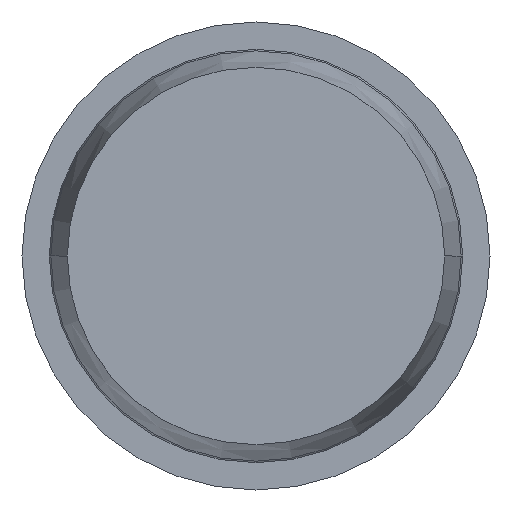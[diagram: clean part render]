
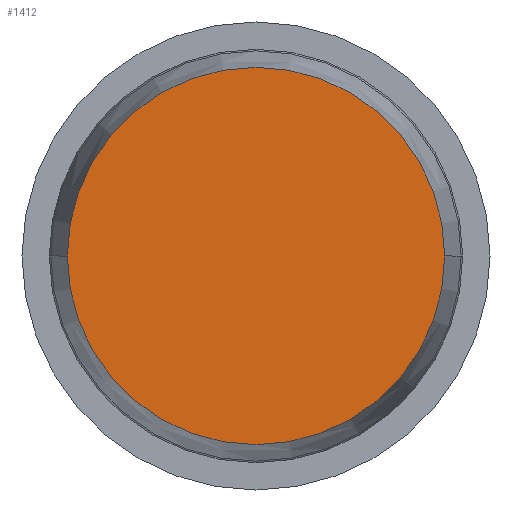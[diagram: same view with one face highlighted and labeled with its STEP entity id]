
A CAD part, front view. The second image highlights one B-rep face of the part: STEP entity #1412.
In plain terms, the highlighted planar face has unit normal (0, -1, 0).
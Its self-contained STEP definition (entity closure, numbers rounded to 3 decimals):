
#34 = EDGE_LOOP ( 'NONE', ( #2004, #2835 ) ) ;
#67 = DIRECTION ( 'NONE',  ( 1., 0., 0. ) ) ;
#232 = DIRECTION ( 'NONE',  ( 0., -1., 0. ) ) ;
#254 = CARTESIAN_POINT ( 'NONE',  ( 0., -19., 0. ) ) ;
#312 = PLANE ( 'NONE',  #3041 ) ;
#324 = VERTEX_POINT ( 'NONE', #3601 ) ;
#1090 = EDGE_CURVE ( 'Defeature ausgef�hrt1_0+Defeature ausgef�hrt1_10+Defeature ausgef�hrt1_10+Defeature ausgef�hrt1_10', #324, #3531, #3179, .T. ) ;
#1200 = EDGE_CURVE ( 'Defeature ausgef�hrt1_0+Defeature ausgef�hrt1_10+Defeature ausgef�hrt1_10+Defeature ausgef�hrt1_10', #3531, #324, #1857, .T. ) ;
#1253 = DIRECTION ( 'NONE',  ( 1., 0., 0. ) ) ;
#1334 = AXIS2_PLACEMENT_3D ( 'NONE', #3839, #1921, #67 ) ;
#1412 = ADVANCED_FACE ( 'Defeature ausgef�hrt1_0', ( #3128 ), #312, .T. ) ;
#1513 = DIRECTION ( 'NONE',  ( 1., 0., 0. ) ) ;
#1857 = CIRCLE ( 'NONE', #1334, 1.209 ) ;
#1894 = CARTESIAN_POINT ( 'NONE',  ( -1.209, -19., 0. ) ) ;
#1921 = DIRECTION ( 'NONE',  ( 0., -1., 0. ) ) ;
#2004 = ORIENTED_EDGE ( 'NONE', *, *, #1200, .T. ) ;
#2835 = ORIENTED_EDGE ( 'NONE', *, *, #1090, .T. ) ;
#3041 = AXIS2_PLACEMENT_3D ( 'NONE', #4079, #232, #1253 ) ;
#3128 = FACE_OUTER_BOUND ( 'NONE', #34, .T. ) ;
#3179 = CIRCLE ( 'NONE', #3842, 1.209 ) ;
#3531 = VERTEX_POINT ( 'NONE', #1894 ) ;
#3601 = CARTESIAN_POINT ( 'NONE',  ( 1.209, -19., 0. ) ) ;
#3777 = DIRECTION ( 'NONE',  ( 0., -1., 0. ) ) ;
#3839 = CARTESIAN_POINT ( 'NONE',  ( 0., -19., 0. ) ) ;
#3842 = AXIS2_PLACEMENT_3D ( 'NONE', #254, #3777, #1513 ) ;
#4079 = CARTESIAN_POINT ( 'NONE',  ( 0., -19., 0. ) ) ;
